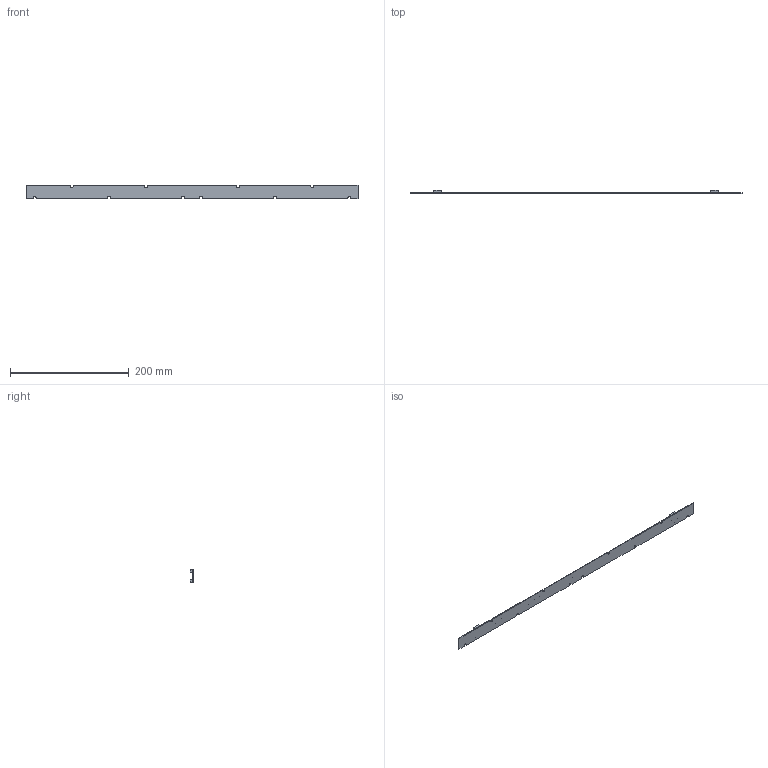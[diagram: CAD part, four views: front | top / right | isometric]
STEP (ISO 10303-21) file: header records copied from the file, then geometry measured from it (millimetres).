
FILE_DESCRIPTION (( 'STEP AP214' ), '1' );
FILE_NAME ('SxB1-48x_LinearModule_2ft.STEP', '2019-03-01T21:24:05', ( '' ), ( '' ), 'SwSTEP 2.0', 'SolidWorks 2016', '' );
FILE_SCHEMA (( 'AUTOMOTIVE_DESIGN' ));
Length unit declared in the file: millimetre
Products named in the file (1): SxB1-48x_LinearModule_2ft
Bounding box: 559.5 x 5.75 x 22 mm (x, y, z)
Volume: 19856 mm3; surface area: 27480.4 mm2
Topology: 1 solids, 1 shells, 306 faces, 756 edges, 504 vertices
Faces by surface type: plane 296, cylinder 10
Entity records: 9090 total; most frequent: CARTESIAN_POINT 1567, ORIENTED_EDGE 1512, DIRECTION 1390, EDGE_CURVE 756, LINE 736, VECTOR 736, VERTEX_POINT 504, EDGE_LOOP 358
